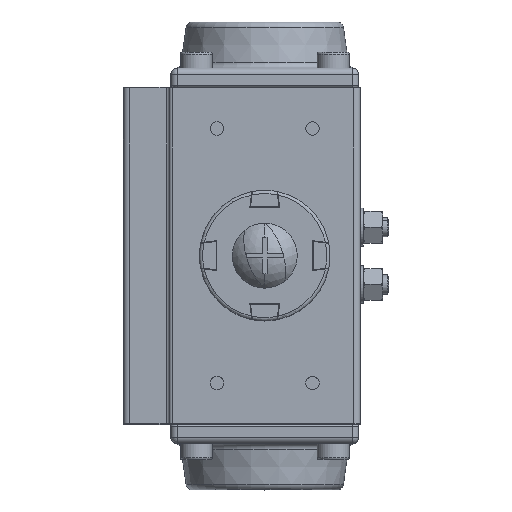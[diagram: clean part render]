
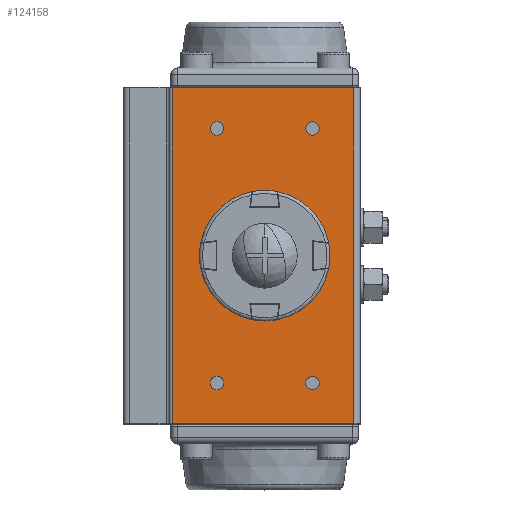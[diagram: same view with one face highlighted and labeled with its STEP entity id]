
A CAD part, top view. The second image highlights one B-rep face of the part: STEP entity #124158.
In plain terms, the highlighted planar face has unit normal (0, 0, 1).
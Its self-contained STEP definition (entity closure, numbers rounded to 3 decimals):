
#124019=CARTESIAN_POINT('',(28.,53.,110.5));
#124020=DIRECTION('',(0.,0.,-1.));
#124021=DIRECTION('',(0.,-1.,-0.));
#124022=AXIS2_PLACEMENT_3D('',#124019,#124020,#124021);
#124023=PLANE('',#124022);
#124024=CARTESIAN_POINT('',(15.,-37.9,110.5));
#124025=VERTEX_POINT('',#124024);
#124026=CARTESIAN_POINT('',(15.,-42.1,110.5));
#124027=VERTEX_POINT('',#124026);
#124028=CARTESIAN_POINT('',(15.,-40.,110.5));
#124029=DIRECTION('',(0.,-0.,1.));
#124030=DIRECTION('',(0.,1.,0.));
#124031=AXIS2_PLACEMENT_3D('',#124028,#124029,#124030);
#124032=CIRCLE('',#124031,2.1);
#124033=EDGE_CURVE('NONE',#124025,#124027,#124032,.T.);
#124034=ORIENTED_EDGE('',*,*,#124033,.F.);
#124035=CARTESIAN_POINT('',(15.,-40.,110.5));
#124036=DIRECTION('',(0.,-0.,1.));
#124037=DIRECTION('',(0.,1.,0.));
#124038=AXIS2_PLACEMENT_3D('',#124035,#124036,#124037);
#124039=CIRCLE('',#124038,2.1);
#124040=EDGE_CURVE('NONE',#124027,#124025,#124039,.T.);
#124041=ORIENTED_EDGE('',*,*,#124040,.F.);
#124042=EDGE_LOOP('',(#124034,#124041));
#124043=FACE_BOUND('',#124042,.T.);
#124044=CARTESIAN_POINT('',(-15.,-37.9,110.5));
#124045=VERTEX_POINT('',#124044);
#124046=CARTESIAN_POINT('',(-15.,-42.1,110.5));
#124047=VERTEX_POINT('',#124046);
#124048=CARTESIAN_POINT('',(-15.,-40.,110.5));
#124049=DIRECTION('',(0.,-0.,1.));
#124050=DIRECTION('',(0.,1.,0.));
#124051=AXIS2_PLACEMENT_3D('',#124048,#124049,#124050);
#124052=CIRCLE('',#124051,2.1);
#124053=EDGE_CURVE('NONE',#124045,#124047,#124052,.T.);
#124054=ORIENTED_EDGE('',*,*,#124053,.F.);
#124055=CARTESIAN_POINT('',(-15.,-40.,110.5));
#124056=DIRECTION('',(0.,-0.,1.));
#124057=DIRECTION('',(0.,1.,0.));
#124058=AXIS2_PLACEMENT_3D('',#124055,#124056,#124057);
#124059=CIRCLE('',#124058,2.1);
#124060=EDGE_CURVE('NONE',#124047,#124045,#124059,.T.);
#124061=ORIENTED_EDGE('',*,*,#124060,.F.);
#124062=EDGE_LOOP('',(#124054,#124061));
#124063=FACE_BOUND('',#124062,.T.);
#124064=CARTESIAN_POINT('',(-15.,42.1,110.5));
#124065=VERTEX_POINT('',#124064);
#124066=CARTESIAN_POINT('',(-15.,37.9,110.5));
#124067=VERTEX_POINT('',#124066);
#124068=CARTESIAN_POINT('',(-15.,40.,110.5));
#124069=DIRECTION('',(0.,-0.,1.));
#124070=DIRECTION('',(0.,1.,0.));
#124071=AXIS2_PLACEMENT_3D('',#124068,#124069,#124070);
#124072=CIRCLE('',#124071,2.1);
#124073=EDGE_CURVE('NONE',#124065,#124067,#124072,.T.);
#124074=ORIENTED_EDGE('',*,*,#124073,.F.);
#124075=CARTESIAN_POINT('',(-15.,40.,110.5));
#124076=DIRECTION('',(0.,-0.,1.));
#124077=DIRECTION('',(0.,1.,0.));
#124078=AXIS2_PLACEMENT_3D('',#124075,#124076,#124077);
#124079=CIRCLE('',#124078,2.1);
#124080=EDGE_CURVE('NONE',#124067,#124065,#124079,.T.);
#124081=ORIENTED_EDGE('',*,*,#124080,.F.);
#124082=EDGE_LOOP('',(#124074,#124081));
#124083=FACE_BOUND('',#124082,.T.);
#124084=CARTESIAN_POINT('',(15.,42.1,110.5));
#124085=VERTEX_POINT('',#124084);
#124086=CARTESIAN_POINT('',(15.,37.9,110.5));
#124087=VERTEX_POINT('',#124086);
#124088=CARTESIAN_POINT('',(15.,40.,110.5));
#124089=DIRECTION('',(0.,-0.,1.));
#124090=DIRECTION('',(0.,1.,0.));
#124091=AXIS2_PLACEMENT_3D('',#124088,#124089,#124090);
#124092=CIRCLE('',#124091,2.1);
#124093=EDGE_CURVE('NONE',#124085,#124087,#124092,.T.);
#124094=ORIENTED_EDGE('',*,*,#124093,.F.);
#124095=CARTESIAN_POINT('',(15.,40.,110.5));
#124096=DIRECTION('',(0.,-0.,1.));
#124097=DIRECTION('',(0.,1.,0.));
#124098=AXIS2_PLACEMENT_3D('',#124095,#124096,#124097);
#124099=CIRCLE('',#124098,2.1);
#124100=EDGE_CURVE('NONE',#124087,#124085,#124099,.T.);
#124101=ORIENTED_EDGE('',*,*,#124100,.F.);
#124102=EDGE_LOOP('',(#124094,#124101));
#124103=FACE_BOUND('',#124102,.T.);
#124104=CARTESIAN_POINT('',(-29.,52.787,110.5));
#124105=VERTEX_POINT('',#124104);
#124106=CARTESIAN_POINT('',(-29.,-52.786,110.5));
#124107=VERTEX_POINT('',#124106);
#124108=CARTESIAN_POINT('',(-29.,52.787,110.5));
#124109=DIRECTION('',(0.,-1.,-0.));
#124110=VECTOR('',#124109,105.573);
#124111=LINE('',#124108,#124110);
#124112=EDGE_CURVE('',#124105,#124107,#124111,.T.);
#124113=ORIENTED_EDGE('',*,*,#124112,.T.);
#124114=CARTESIAN_POINT('',(28.,-52.786,110.5));
#124115=VERTEX_POINT('',#124114);
#124116=CARTESIAN_POINT('',(-29.,-52.786,110.5));
#124117=DIRECTION('',(1.,0.,-0.));
#124118=VECTOR('',#124117,57.);
#124119=LINE('',#124116,#124118);
#124120=EDGE_CURVE('',#124107,#124115,#124119,.T.);
#124121=ORIENTED_EDGE('',*,*,#124120,.T.);
#124122=CARTESIAN_POINT('',(28.,52.787,110.5));
#124123=VERTEX_POINT('',#124122);
#124124=CARTESIAN_POINT('',(28.,52.787,110.5));
#124125=DIRECTION('',(0.,-1.,-0.));
#124126=VECTOR('',#124125,105.573);
#124127=LINE('',#124124,#124126);
#124128=EDGE_CURVE('',#124123,#124115,#124127,.T.);
#124129=ORIENTED_EDGE('',*,*,#124128,.F.);
#124130=CARTESIAN_POINT('',(28.,52.787,110.5));
#124131=DIRECTION('',(-1.,-0.,0.));
#124132=VECTOR('',#124131,57.);
#124133=LINE('',#124130,#124132);
#124134=EDGE_CURVE('',#124123,#124105,#124133,.T.);
#124135=ORIENTED_EDGE('',*,*,#124134,.T.);
#124136=EDGE_LOOP('',(#124113,#124121,#124129,#124135));
#124137=FACE_BOUND('',#124136,.T.);
#124138=CARTESIAN_POINT('',(0.,7.,110.5));
#124139=VERTEX_POINT('',#124138);
#124140=CARTESIAN_POINT('',(0.,-7.,110.5));
#124141=VERTEX_POINT('',#124140);
#124142=CARTESIAN_POINT('',(0.,0.,110.5));
#124143=DIRECTION('',(0.,0.,-1.));
#124144=DIRECTION('',(0.,1.,0.));
#124145=AXIS2_PLACEMENT_3D('',#124142,#124143,#124144);
#124146=CIRCLE('',#124145,7.);
#124147=EDGE_CURVE('',#124139,#124141,#124146,.T.);
#124148=ORIENTED_EDGE('',*,*,#124147,.T.);
#124149=CARTESIAN_POINT('',(0.,0.,110.5));
#124150=DIRECTION('',(0.,0.,-1.));
#124151=DIRECTION('',(0.,1.,0.));
#124152=AXIS2_PLACEMENT_3D('',#124149,#124150,#124151);
#124153=CIRCLE('',#124152,7.);
#124154=EDGE_CURVE('',#124141,#124139,#124153,.T.);
#124155=ORIENTED_EDGE('',*,*,#124154,.T.);
#124156=EDGE_LOOP('',(#124148,#124155));
#124157=FACE_BOUND('',#124156,.T.);
#124158=ADVANCED_FACE('',(#124043,#124063,#124083,#124103,#124137,#124157),#124023,.F.);
